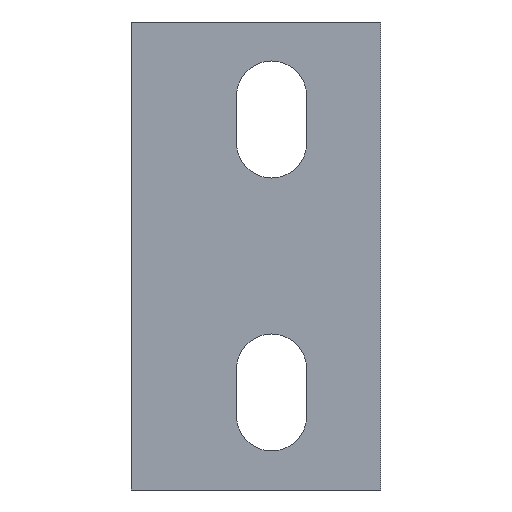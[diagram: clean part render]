
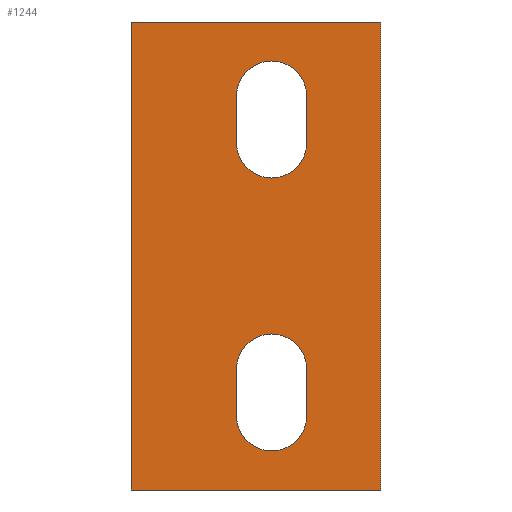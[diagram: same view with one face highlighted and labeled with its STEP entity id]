
A CAD part, front view. The second image highlights one B-rep face of the part: STEP entity #1244.
In plain terms, the highlighted planar face has unit normal (0, -1, 0).
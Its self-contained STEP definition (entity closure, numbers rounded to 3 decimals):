
#4 = DIRECTION ( 'NONE',  ( 0., 0., 1. ) ) ;
#7 = DIRECTION ( 'NONE',  ( 0., 0., 1. ) ) ;
#16 = EDGE_CURVE ( 'NONE', #1576, #1750, #1795, .T. ) ;
#21 = CARTESIAN_POINT ( 'NONE',  ( 11.5, -2., 14.5 ) ) ;
#27 = DIRECTION ( 'NONE',  ( 1., 0., 0. ) ) ;
#50 = VECTOR ( 'NONE', #514, 1000. ) ;
#91 = VERTEX_POINT ( 'NONE', #670 ) ;
#108 = LINE ( 'NONE', #1207, #50 ) ;
#140 = AXIS2_PLACEMENT_3D ( 'NONE', #1183, #1028, #7 ) ;
#168 = ORIENTED_EDGE ( 'NONE', *, *, #486, .T. ) ;
#183 = DIRECTION ( 'NONE',  ( 0., 1., 0. ) ) ;
#186 = LINE ( 'NONE', #2160, #444 ) ;
#197 = ORIENTED_EDGE ( 'NONE', *, *, #1524, .T. ) ;
#211 = FACE_OUTER_BOUND ( 'NONE', #1607, .T. ) ;
#225 = EDGE_CURVE ( 'NONE', #91, #1624, #1440, .T. ) ;
#239 = CARTESIAN_POINT ( 'NONE',  ( 16., -2., 20.5 ) ) ;
#265 = CARTESIAN_POINT ( 'NONE',  ( 20.5, -2., -14.5 ) ) ;
#268 = VERTEX_POINT ( 'NONE', #21 ) ;
#290 = CARTESIAN_POINT ( 'NONE',  ( 30., -2., 30. ) ) ;
#299 = CARTESIAN_POINT ( 'NONE',  ( 20.5, -2., 30. ) ) ;
#302 = CARTESIAN_POINT ( 'NONE',  ( 11.5, -2., -20.5 ) ) ;
#315 = AXIS2_PLACEMENT_3D ( 'NONE', #1711, #751, #1081 ) ;
#318 = CARTESIAN_POINT ( 'NONE',  ( 0., -2., 30. ) ) ;
#334 = VECTOR ( 'NONE', #391, 1000. ) ;
#339 = DIRECTION ( 'NONE',  ( 0., 0., 1. ) ) ;
#357 = CARTESIAN_POINT ( 'NONE',  ( 11.5, -2., 30. ) ) ;
#391 = DIRECTION ( 'NONE',  ( 0., 0., -1. ) ) ;
#434 = VERTEX_POINT ( 'NONE', #1389 ) ;
#438 = CIRCLE ( 'NONE', #1663, 4.5 ) ;
#444 = VECTOR ( 'NONE', #1017, 1000. ) ;
#447 = CARTESIAN_POINT ( 'NONE',  ( 30., -2., -30. ) ) ;
#455 = ORIENTED_EDGE ( 'NONE', *, *, #2119, .T. ) ;
#469 = EDGE_CURVE ( 'NONE', #602, #1854, #867, .T. ) ;
#472 = CIRCLE ( 'NONE', #1016, 4.5 ) ;
#474 = VECTOR ( 'NONE', #1167, 1000. ) ;
#486 = EDGE_CURVE ( 'NONE', #567, #862, #2110, .T. ) ;
#491 = ORIENTED_EDGE ( 'NONE', *, *, #1858, .T. ) ;
#514 = DIRECTION ( 'NONE',  ( 0., 0., 1. ) ) ;
#517 = AXIS2_PLACEMENT_3D ( 'NONE', #1064, #1658, #1175 ) ;
#521 = ORIENTED_EDGE ( 'NONE', *, *, #574, .T. ) ;
#530 = LINE ( 'NONE', #1059, #1638 ) ;
#536 = ORIENTED_EDGE ( 'NONE', *, *, #225, .F. ) ;
#562 = VECTOR ( 'NONE', #633, 1000. ) ;
#567 = VERTEX_POINT ( 'NONE', #668 ) ;
#574 = EDGE_CURVE ( 'NONE', #753, #434, #438, .T. ) ;
#591 = EDGE_CURVE ( 'NONE', #1543, #268, #1849, .T. ) ;
#599 = VERTEX_POINT ( 'NONE', #696 ) ;
#602 = VERTEX_POINT ( 'NONE', #1213 ) ;
#613 = DIRECTION ( 'NONE',  ( 0., 1., 0. ) ) ;
#628 = CARTESIAN_POINT ( 'NONE',  ( 16., -2., -14.5 ) ) ;
#633 = DIRECTION ( 'NONE',  ( 0., 0., -1. ) ) ;
#668 = CARTESIAN_POINT ( 'NONE',  ( 16., -2., -10. ) ) ;
#670 = CARTESIAN_POINT ( 'NONE',  ( 2., -2., -30. ) ) ;
#673 = DIRECTION ( 'NONE',  ( -1., 0., 0. ) ) ;
#696 = CARTESIAN_POINT ( 'NONE',  ( 20.5, -2., 20.5 ) ) ;
#725 = ORIENTED_EDGE ( 'NONE', *, *, #16, .F. ) ;
#729 = CARTESIAN_POINT ( 'NONE',  ( 20.5, -2., 30. ) ) ;
#737 = CARTESIAN_POINT ( 'NONE',  ( 30., -2., 30. ) ) ;
#742 = LINE ( 'NONE', #299, #474 ) ;
#751 = DIRECTION ( 'NONE',  ( 0., 1., 0. ) ) ;
#753 = VERTEX_POINT ( 'NONE', #2051 ) ;
#767 = LINE ( 'NONE', #357, #1769 ) ;
#779 = CARTESIAN_POINT ( 'NONE',  ( -2., -2., -30. ) ) ;
#823 = DIRECTION ( 'NONE',  ( 0., 0., 1. ) ) ;
#862 = VERTEX_POINT ( 'NONE', #265 ) ;
#867 = CIRCLE ( 'NONE', #315, 4.5 ) ;
#968 = ORIENTED_EDGE ( 'NONE', *, *, #1336, .T. ) ;
#985 = DIRECTION ( 'NONE',  ( 0., 1., 0. ) ) ;
#1011 = VECTOR ( 'NONE', #2102, 1000. ) ;
#1012 = VECTOR ( 'NONE', #4, 1000. ) ;
#1016 = AXIS2_PLACEMENT_3D ( 'NONE', #628, #613, #1780 ) ;
#1017 = DIRECTION ( 'NONE',  ( 1., 0., 0. ) ) ;
#1028 = DIRECTION ( 'NONE',  ( 0., 1., 0. ) ) ;
#1031 = CARTESIAN_POINT ( 'NONE',  ( -2., -2., 30. ) ) ;
#1053 = DIRECTION ( 'NONE',  ( 0., 0., 1. ) ) ;
#1059 = CARTESIAN_POINT ( 'NONE',  ( 0., -2., 30. ) ) ;
#1064 = CARTESIAN_POINT ( 'NONE',  ( 16., -2., -14.5 ) ) ;
#1066 = EDGE_CURVE ( 'NONE', #2166, #567, #472, .T. ) ;
#1076 = ORIENTED_EDGE ( 'NONE', *, *, #469, .T. ) ;
#1081 = DIRECTION ( 'NONE',  ( 0., 0., 1. ) ) ;
#1097 = DIRECTION ( 'NONE',  ( 0., 0., 1. ) ) ;
#1105 = DIRECTION ( 'NONE',  ( 0., 1., 0. ) ) ;
#1128 = EDGE_LOOP ( 'NONE', ( #491, #1076, #968, #1797, #168 ) ) ;
#1133 = ORIENTED_EDGE ( 'NONE', *, *, #1874, .T. ) ;
#1155 = CARTESIAN_POINT ( 'NONE',  ( -2., -2., 30. ) ) ;
#1167 = DIRECTION ( 'NONE',  ( 0., 0., -1. ) ) ;
#1175 = DIRECTION ( 'NONE',  ( 0., 0., 1. ) ) ;
#1183 = CARTESIAN_POINT ( 'NONE',  ( 16., -2., 14.5 ) ) ;
#1207 = CARTESIAN_POINT ( 'NONE',  ( 11.5, -2., 30. ) ) ;
#1213 = CARTESIAN_POINT ( 'NONE',  ( 20.5, -2., -20.5 ) ) ;
#1244 = ADVANCED_FACE ( 'NONE', ( #1330, #211, #1715 ), #1968, .F. ) ;
#1330 = FACE_BOUND ( 'NONE', #1882, .T. ) ;
#1336 = EDGE_CURVE ( 'NONE', #1854, #2166, #108, .T. ) ;
#1389 = CARTESIAN_POINT ( 'NONE',  ( 16., -2., 25. ) ) ;
#1392 = CARTESIAN_POINT ( 'NONE',  ( 2., -2., 30. ) ) ;
#1423 = CARTESIAN_POINT ( 'NONE',  ( 11.5, -2., -14.5 ) ) ;
#1440 = LINE ( 'NONE', #1815, #2120 ) ;
#1504 = CARTESIAN_POINT ( 'NONE',  ( 16., -2., 20.5 ) ) ;
#1507 = LINE ( 'NONE', #1392, #1011 ) ;
#1520 = VERTEX_POINT ( 'NONE', #1592 ) ;
#1524 = EDGE_CURVE ( 'NONE', #1520, #1834, #1507, .T. ) ;
#1543 = VERTEX_POINT ( 'NONE', #2046 ) ;
#1576 = VERTEX_POINT ( 'NONE', #737 ) ;
#1592 = CARTESIAN_POINT ( 'NONE',  ( 2., -2., 30. ) ) ;
#1607 = EDGE_LOOP ( 'NONE', ( #2127, #197, #2068, #536, #1133, #725 ) ) ;
#1624 = VERTEX_POINT ( 'NONE', #779 ) ;
#1638 = VECTOR ( 'NONE', #27, 1000. ) ;
#1658 = DIRECTION ( 'NONE',  ( 0., 1., 0. ) ) ;
#1663 = AXIS2_PLACEMENT_3D ( 'NONE', #1504, #183, #1053 ) ;
#1711 = CARTESIAN_POINT ( 'NONE',  ( 16., -2., -20.5 ) ) ;
#1715 = FACE_BOUND ( 'NONE', #1128, .T. ) ;
#1724 = ORIENTED_EDGE ( 'NONE', *, *, #1914, .T. ) ;
#1738 = ORIENTED_EDGE ( 'NONE', *, *, #591, .T. ) ;
#1750 = VERTEX_POINT ( 'NONE', #447 ) ;
#1769 = VECTOR ( 'NONE', #339, 1000. ) ;
#1780 = DIRECTION ( 'NONE',  ( 0., 0., 1. ) ) ;
#1795 = LINE ( 'NONE', #290, #562 ) ;
#1797 = ORIENTED_EDGE ( 'NONE', *, *, #1066, .T. ) ;
#1815 = CARTESIAN_POINT ( 'NONE',  ( 0., -2., -30. ) ) ;
#1834 = VERTEX_POINT ( 'NONE', #1155 ) ;
#1849 = CIRCLE ( 'NONE', #140, 4.5 ) ;
#1854 = VERTEX_POINT ( 'NONE', #302 ) ;
#1858 = EDGE_CURVE ( 'NONE', #862, #602, #742, .T. ) ;
#1873 = LINE ( 'NONE', #1031, #1012 ) ;
#1874 = EDGE_CURVE ( 'NONE', #91, #1750, #186, .T. ) ;
#1882 = EDGE_LOOP ( 'NONE', ( #1892, #1738, #1724, #521, #455 ) ) ;
#1892 = ORIENTED_EDGE ( 'NONE', *, *, #2078, .T. ) ;
#1913 = AXIS2_PLACEMENT_3D ( 'NONE', #318, #985, #823 ) ;
#1914 = EDGE_CURVE ( 'NONE', #268, #753, #767, .T. ) ;
#1968 = PLANE ( 'NONE',  #1913 ) ;
#1971 = EDGE_CURVE ( 'NONE', #1624, #1834, #1873, .T. ) ;
#1985 = EDGE_CURVE ( 'NONE', #1520, #1576, #530, .T. ) ;
#2003 = CIRCLE ( 'NONE', #2080, 4.5 ) ;
#2046 = CARTESIAN_POINT ( 'NONE',  ( 20.5, -2., 14.5 ) ) ;
#2051 = CARTESIAN_POINT ( 'NONE',  ( 11.5, -2., 20.5 ) ) ;
#2068 = ORIENTED_EDGE ( 'NONE', *, *, #1971, .F. ) ;
#2078 = EDGE_CURVE ( 'NONE', #599, #1543, #2142, .T. ) ;
#2080 = AXIS2_PLACEMENT_3D ( 'NONE', #239, #1105, #1097 ) ;
#2102 = DIRECTION ( 'NONE',  ( -1., 0., 0. ) ) ;
#2110 = CIRCLE ( 'NONE', #517, 4.5 ) ;
#2119 = EDGE_CURVE ( 'NONE', #434, #599, #2003, .T. ) ;
#2120 = VECTOR ( 'NONE', #673, 1000. ) ;
#2127 = ORIENTED_EDGE ( 'NONE', *, *, #1985, .F. ) ;
#2142 = LINE ( 'NONE', #729, #334 ) ;
#2160 = CARTESIAN_POINT ( 'NONE',  ( 0., -2., -30. ) ) ;
#2166 = VERTEX_POINT ( 'NONE', #1423 ) ;
